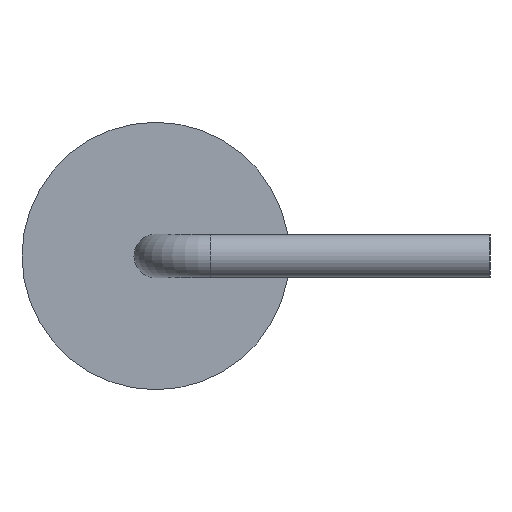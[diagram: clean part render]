
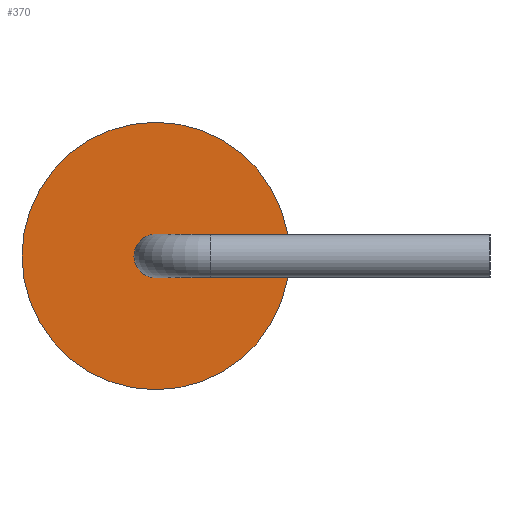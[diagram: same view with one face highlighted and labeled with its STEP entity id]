
A CAD part, left-side view. The second image highlights one B-rep face of the part: STEP entity #370.
In plain terms, the highlighted planar face has unit normal (-1, 0, 0).
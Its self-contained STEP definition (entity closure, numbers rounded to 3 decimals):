
#50=CARTESIAN_POINT('',(-2.75,0.,0.));
#51=DIRECTION('',(1.,0.,0.));
#52=DIRECTION('',(0.,-1.,0.));
#53=AXIS2_PLACEMENT_3D('',#50,#51,#52);
#59=CARTESIAN_POINT('',(-2.75,0.,0.));
#60=DIRECTION('',(1.,0.,0.));
#61=DIRECTION('',(0.,1.,0.));
#62=AXIS2_PLACEMENT_3D('',#59,#60,#61);
#67=CARTESIAN_POINT('',(-2.75,0.,0.));
#68=DIRECTION('',(-1.,0.,0.));
#69=DIRECTION('',(0.,0.,1.));
#70=AXIS2_PLACEMENT_3D('',#67,#68,#69);
#213=CARTESIAN_POINT('',(-2.75,0.,0.));
#214=DIRECTION('',(1.,0.,0.));
#215=DIRECTION('',(0.,0.,1.));
#216=AXIS2_PLACEMENT_3D('',#213,#214,#215);
#313=CARTESIAN_POINT('',(-2.75,-2.,0.));
#314=CARTESIAN_POINT('',(-2.75,2.,0.));
#315=VERTEX_POINT('',#313);
#316=VERTEX_POINT('',#314);
#321=CARTESIAN_POINT('',(-2.75,-0.325,0.));
#323=VERTEX_POINT('',#321);
#325=CARTESIAN_POINT('',(-2.75,0.,0.325));
#327=VERTEX_POINT('',#325);
#353=CARTESIAN_POINT('',(-2.75,0.,0.));
#354=DIRECTION('',(1.,0.,0.));
#355=DIRECTION('',(0.,-1.,0.));
#356=AXIS2_PLACEMENT_3D('',#353,#354,#355);
#357=PLANE('',#356);
#359=ORIENTED_EDGE('',*,*,#358,.T.);
#361=ORIENTED_EDGE('',*,*,#360,.T.);
#362=EDGE_LOOP('',(#359,#361));
#363=FACE_OUTER_BOUND('',#362,.F.);
#365=ORIENTED_EDGE('',*,*,#364,.F.);
#367=ORIENTED_EDGE('',*,*,#366,.T.);
#368=EDGE_LOOP('',(#365,#367));
#369=FACE_BOUND('',#368,.F.);
#370=ADVANCED_FACE('',(#363,#369),#357,.F.);
#54=CIRCLE('',#53,2.);
#63=CIRCLE('',#62,2.);
#71=CIRCLE('',#70,0.325);
#217=CIRCLE('',#216,0.325);
#358=EDGE_CURVE('',#315,#316,#54,.T.);
#360=EDGE_CURVE('',#316,#315,#63,.T.);
#364=EDGE_CURVE('',#327,#323,#217,.T.);
#366=EDGE_CURVE('',#327,#323,#71,.T.);
